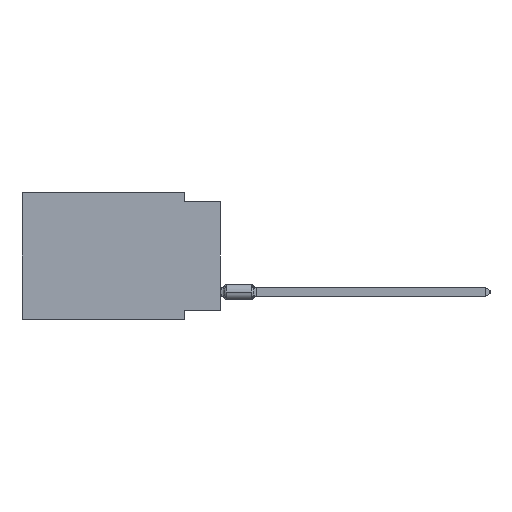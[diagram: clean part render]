
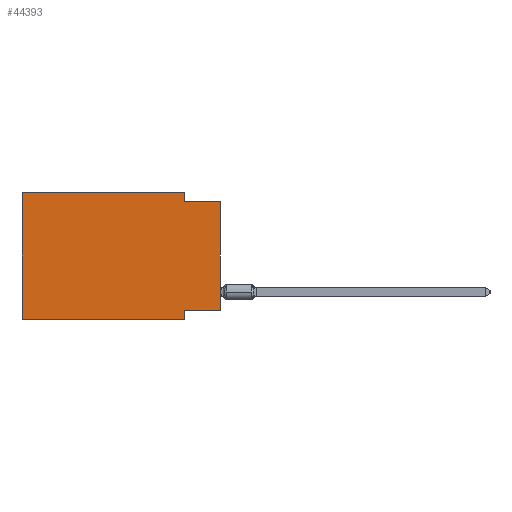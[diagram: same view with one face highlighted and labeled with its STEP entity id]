
A CAD part, left-side view. The second image highlights one B-rep face of the part: STEP entity #44393.
In plain terms, the highlighted planar face has unit normal (-1, 0, 0).
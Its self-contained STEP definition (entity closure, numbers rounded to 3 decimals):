
#119 = LINE ( 'NONE', #21918, #47994 ) ;
#802 = DIRECTION ( 'NONE',  ( 0., 0., -1. ) ) ;
#1711 = VERTEX_POINT ( 'NONE', #20837 ) ;
#1977 = LINE ( 'NONE', #44866, #31548 ) ;
#3242 = LINE ( 'NONE', #25063, #57214 ) ;
#3522 = VERTEX_POINT ( 'NONE', #4363 ) ;
#4363 = CARTESIAN_POINT ( 'NONE',  ( 0., 2.54, -8.89 ) ) ;
#6005 = FACE_OUTER_BOUND ( 'NONE', #34486, .T. ) ;
#9139 = VECTOR ( 'NONE', #35972, 1000. ) ;
#9166 = CARTESIAN_POINT ( 'NONE',  ( 0., 0., 0. ) ) ;
#10244 = DIRECTION ( 'NONE',  ( 0., 1., 0. ) ) ;
#10350 = ORIENTED_EDGE ( 'NONE', *, *, #56322, .F. ) ;
#10910 = EDGE_CURVE ( 'NONE', #23145, #41617, #52039, .T. ) ;
#11496 = ORIENTED_EDGE ( 'NONE', *, *, #26565, .F. ) ;
#11552 = DIRECTION ( 'NONE',  ( 0., -1., 0. ) ) ;
#11690 = DIRECTION ( 'NONE',  ( 0., 0., 1. ) ) ;
#13093 = LINE ( 'NONE', #18454, #28636 ) ;
#15525 = CARTESIAN_POINT ( 'NONE',  ( 0., 13.97, 0. ) ) ;
#16578 = VECTOR ( 'NONE', #11552, 1000. ) ;
#16890 = CARTESIAN_POINT ( 'NONE',  ( 0., 13.97, 0. ) ) ;
#18454 = CARTESIAN_POINT ( 'NONE',  ( 0., 13.97, -8.89 ) ) ;
#19710 = DIRECTION ( 'NONE',  ( 0., 0., -1. ) ) ;
#20244 = VERTEX_POINT ( 'NONE', #62614 ) ;
#20668 = CARTESIAN_POINT ( 'NONE',  ( 0., 0., -0.635 ) ) ;
#20837 = CARTESIAN_POINT ( 'NONE',  ( 0., 13.97, -8.89 ) ) ;
#21026 = DIRECTION ( 'NONE',  ( 1., 0., 0. ) ) ;
#21408 = EDGE_CURVE ( 'NONE', #1711, #3522, #13093, .T. ) ;
#21674 = VECTOR ( 'NONE', #46655, 1000. ) ;
#21918 = CARTESIAN_POINT ( 'NONE',  ( 0., 2.54, -8.89 ) ) ;
#22318 = ORIENTED_EDGE ( 'NONE', *, *, #31522, .T. ) ;
#23145 = VERTEX_POINT ( 'NONE', #41874 ) ;
#23775 = VERTEX_POINT ( 'NONE', #15525 ) ;
#24895 = CARTESIAN_POINT ( 'NONE',  ( 0., 0., -0.635 ) ) ;
#25063 = CARTESIAN_POINT ( 'NONE',  ( 0., 2.54, 0. ) ) ;
#25613 = ORIENTED_EDGE ( 'NONE', *, *, #10910, .F. ) ;
#26565 = EDGE_CURVE ( 'NONE', #20244, #35110, #57761, .T. ) ;
#27624 = LINE ( 'NONE', #16890, #16578 ) ;
#28636 = VECTOR ( 'NONE', #57005, 1000. ) ;
#28914 = VERTEX_POINT ( 'NONE', #69783 ) ;
#30083 = EDGE_CURVE ( 'NONE', #1711, #23775, #1977, .T. ) ;
#31522 = EDGE_CURVE ( 'NONE', #20244, #41617, #35264, .T. ) ;
#31548 = VECTOR ( 'NONE', #11690, 1000. ) ;
#34486 = EDGE_LOOP ( 'NONE', ( #22318, #25613, #68202, #10350, #65939, #70187, #34918, #11496 ) ) ;
#34918 = ORIENTED_EDGE ( 'NONE', *, *, #48347, .F. ) ;
#35110 = VERTEX_POINT ( 'NONE', #66506 ) ;
#35264 = LINE ( 'NONE', #9166, #9139 ) ;
#35972 = DIRECTION ( 'NONE',  ( 0., 0., 1. ) ) ;
#39914 = VECTOR ( 'NONE', #10244, 1000. ) ;
#41617 = VERTEX_POINT ( 'NONE', #20668 ) ;
#41874 = CARTESIAN_POINT ( 'NONE',  ( 0., 2.54, -0.635 ) ) ;
#43516 = PLANE ( 'NONE',  #63589 ) ;
#44393 = ADVANCED_FACE ( 'NONE', ( #6005 ), #43516, .F. ) ;
#44866 = CARTESIAN_POINT ( 'NONE',  ( 0., 13.97, 0. ) ) ;
#46655 = DIRECTION ( 'NONE',  ( 0., -1., 0. ) ) ;
#47994 = VECTOR ( 'NONE', #802, 1000. ) ;
#48347 = EDGE_CURVE ( 'NONE', #35110, #3522, #119, .T. ) ;
#52039 = LINE ( 'NONE', #24895, #21674 ) ;
#56322 = EDGE_CURVE ( 'NONE', #23775, #28914, #27624, .T. ) ;
#57005 = DIRECTION ( 'NONE',  ( 0., -1., 0. ) ) ;
#57214 = VECTOR ( 'NONE', #19710, 1000. ) ;
#57761 = LINE ( 'NONE', #58108, #39914 ) ;
#58108 = CARTESIAN_POINT ( 'NONE',  ( 0., 0., -8.255 ) ) ;
#59238 = CARTESIAN_POINT ( 'NONE',  ( 0., 13.97, 0. ) ) ;
#62614 = CARTESIAN_POINT ( 'NONE',  ( 0., 0., -8.255 ) ) ;
#63589 = AXIS2_PLACEMENT_3D ( 'NONE', #59238, #21026, #70695 ) ;
#65939 = ORIENTED_EDGE ( 'NONE', *, *, #30083, .F. ) ;
#66506 = CARTESIAN_POINT ( 'NONE',  ( 0., 2.54, -8.255 ) ) ;
#67102 = EDGE_CURVE ( 'NONE', #28914, #23145, #3242, .T. ) ;
#68202 = ORIENTED_EDGE ( 'NONE', *, *, #67102, .F. ) ;
#69783 = CARTESIAN_POINT ( 'NONE',  ( 0., 2.54, 0. ) ) ;
#70187 = ORIENTED_EDGE ( 'NONE', *, *, #21408, .T. ) ;
#70695 = DIRECTION ( 'NONE',  ( 0., 0., -1. ) ) ;
